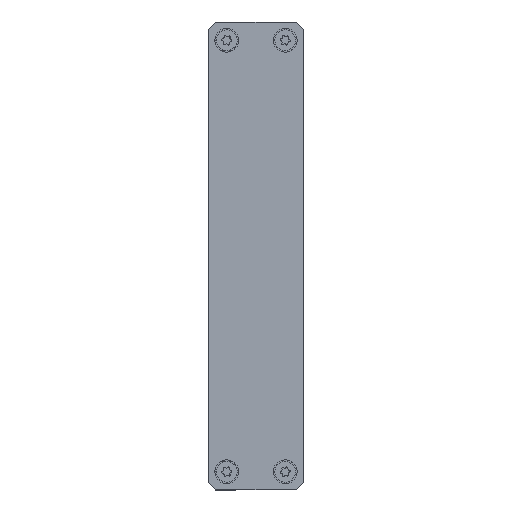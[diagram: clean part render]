
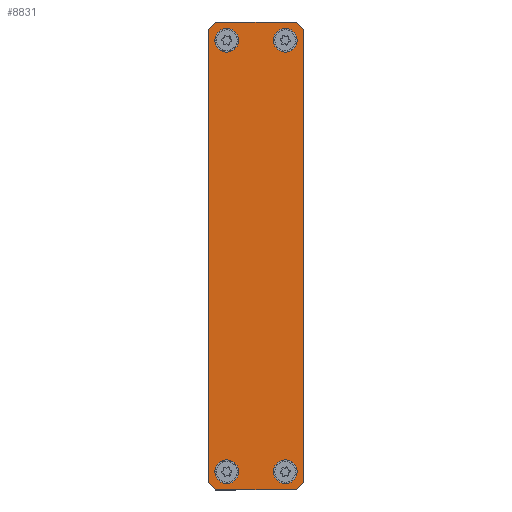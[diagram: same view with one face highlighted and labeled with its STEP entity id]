
A CAD part, left-side view. The second image highlights one B-rep face of the part: STEP entity #8831.
In plain terms, the highlighted face is planar.
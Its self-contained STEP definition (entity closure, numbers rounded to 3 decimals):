
#19 = DIRECTION ( 'NONE',  ( 0., 0., -1. ) ) ;
#60 = EDGE_CURVE ( 'NONE', #7867, #1724, #7630, .T. ) ;
#123 = LINE ( 'NONE', #3508, #4236 ) ;
#126 = VERTEX_POINT ( 'NONE', #2445 ) ;
#134 = EDGE_CURVE ( 'NONE', #126, #8812, #1217, .T. ) ;
#149 = VERTEX_POINT ( 'NONE', #9262 ) ;
#413 = CARTESIAN_POINT ( 'NONE',  ( -37.5, 0., 37.5 ) ) ;
#445 = FACE_BOUND ( 'NONE', #9917, .T. ) ;
#480 = DIRECTION ( 'NONE',  ( 0., 0., -1. ) ) ;
#539 = ORIENTED_EDGE ( 'NONE', *, *, #8732, .F. ) ;
#614 = DIRECTION ( 'NONE',  ( 0., 0., -1. ) ) ;
#652 = EDGE_CURVE ( 'NONE', #8812, #126, #1410, .T. ) ;
#811 = AXIS2_PLACEMENT_3D ( 'NONE', #7111, #9579, #10325 ) ;
#825 = DIRECTION ( 'NONE',  ( 0., 0., -1. ) ) ;
#828 = CARTESIAN_POINT ( 'NONE',  ( -64., 0., -11. ) ) ;
#921 = ORIENTED_EDGE ( 'NONE', *, *, #8999, .T. ) ;
#950 = CARTESIAN_POINT ( 'NONE',  ( -64., 0., 13. ) ) ;
#1194 = EDGE_LOOP ( 'NONE', ( #6587, #7710 ) ) ;
#1217 = CIRCLE ( 'NONE', #6548, 3.25 ) ;
#1229 = ORIENTED_EDGE ( 'NONE', *, *, #9553, .T. ) ;
#1277 = VERTEX_POINT ( 'NONE', #5734 ) ;
#1278 = EDGE_CURVE ( 'NONE', #3165, #149, #8731, .T. ) ;
#1303 = ORIENTED_EDGE ( 'NONE', *, *, #1278, .F. ) ;
#1370 = DIRECTION ( 'NONE',  ( 0., -1., 0. ) ) ;
#1410 = CIRCLE ( 'NONE', #9064, 3.25 ) ;
#1450 = CARTESIAN_POINT ( 'NONE',  ( -37.5, 0., -37.5 ) ) ;
#1495 = CARTESIAN_POINT ( 'NONE',  ( -62., 0., 13. ) ) ;
#1638 = AXIS2_PLACEMENT_3D ( 'NONE', #3434, #7622, #825 ) ;
#1660 = ORIENTED_EDGE ( 'NONE', *, *, #5152, .F. ) ;
#1724 = VERTEX_POINT ( 'NONE', #10723 ) ;
#1755 = CARTESIAN_POINT ( 'NONE',  ( 62., 0., -13. ) ) ;
#1788 = LINE ( 'NONE', #950, #4657 ) ;
#1834 = CARTESIAN_POINT ( 'NONE',  ( 59., 0., -8. ) ) ;
#1976 = CARTESIAN_POINT ( 'NONE',  ( 59., 0., -8. ) ) ;
#2057 = FACE_BOUND ( 'NONE', #1194, .T. ) ;
#2098 = VECTOR ( 'NONE', #2564, 1000. ) ;
#2165 = FACE_BOUND ( 'NONE', #5699, .T. ) ;
#2234 = AXIS2_PLACEMENT_3D ( 'NONE', #8016, #10609, #5396 ) ;
#2343 = VECTOR ( 'NONE', #3231, 1000. ) ;
#2357 = VECTOR ( 'NONE', #19, 1000. ) ;
#2445 = CARTESIAN_POINT ( 'NONE',  ( -59., 0., -4.75 ) ) ;
#2498 = DIRECTION ( 'NONE',  ( 0., 0., -1. ) ) ;
#2564 = DIRECTION ( 'NONE',  ( -0.707, 0., 0.707 ) ) ;
#2569 = VECTOR ( 'NONE', #6315, 1000. ) ;
#2626 = VERTEX_POINT ( 'NONE', #1495 ) ;
#2684 = EDGE_CURVE ( 'NONE', #7808, #5890, #2817, .T. ) ;
#2703 = VERTEX_POINT ( 'NONE', #1755 ) ;
#2732 = ORIENTED_EDGE ( 'NONE', *, *, #6092, .F. ) ;
#2736 = CARTESIAN_POINT ( 'NONE',  ( -62., 0., -13. ) ) ;
#2817 = CIRCLE ( 'NONE', #4218, 3.25 ) ;
#2913 = ORIENTED_EDGE ( 'NONE', *, *, #6256, .F. ) ;
#3119 = CIRCLE ( 'NONE', #7556, 3.25 ) ;
#3129 = EDGE_LOOP ( 'NONE', ( #7195, #1229, #6968, #4077, #5696, #5280, #2913, #921 ) ) ;
#3165 = VERTEX_POINT ( 'NONE', #8932 ) ;
#3231 = DIRECTION ( 'NONE',  ( 1., 0., 0. ) ) ;
#3260 = EDGE_CURVE ( 'NONE', #2703, #1277, #123, .T. ) ;
#3273 = CARTESIAN_POINT ( 'NONE',  ( -59., 0., -8. ) ) ;
#3430 = DIRECTION ( 'NONE',  ( 0., -1., 0. ) ) ;
#3434 = CARTESIAN_POINT ( 'NONE',  ( -59., 0., 8. ) ) ;
#3508 = CARTESIAN_POINT ( 'NONE',  ( 37.5, 0., -37.5 ) ) ;
#3565 = ORIENTED_EDGE ( 'NONE', *, *, #134, .F. ) ;
#3599 = VECTOR ( 'NONE', #9624, 1000. ) ;
#3646 = CIRCLE ( 'NONE', #811, 3.25 ) ;
#3825 = PLANE ( 'NONE',  #2234 ) ;
#3908 = AXIS2_PLACEMENT_3D ( 'NONE', #8308, #9835, #614 ) ;
#3965 = ORIENTED_EDGE ( 'NONE', *, *, #652, .F. ) ;
#4034 = CARTESIAN_POINT ( 'NONE',  ( 59., 0., 11.25 ) ) ;
#4077 = ORIENTED_EDGE ( 'NONE', *, *, #3260, .T. ) ;
#4218 = AXIS2_PLACEMENT_3D ( 'NONE', #5261, #9571, #7049 ) ;
#4236 = VECTOR ( 'NONE', #6921, 1000. ) ;
#4657 = VECTOR ( 'NONE', #6908, 1000. ) ;
#4818 = DIRECTION ( 'NONE',  ( 0.707, 0., -0.707 ) ) ;
#4820 = AXIS2_PLACEMENT_3D ( 'NONE', #1976, #1370, #480 ) ;
#5024 = LINE ( 'NONE', #7475, #2343 ) ;
#5152 = EDGE_CURVE ( 'NONE', #149, #3165, #8770, .T. ) ;
#5170 = CARTESIAN_POINT ( 'NONE',  ( 59., 0., -11.25 ) ) ;
#5199 = CARTESIAN_POINT ( 'NONE',  ( -59., 0., -8. ) ) ;
#5261 = CARTESIAN_POINT ( 'NONE',  ( 59., 0., 8. ) ) ;
#5280 = ORIENTED_EDGE ( 'NONE', *, *, #60, .T. ) ;
#5357 = VERTEX_POINT ( 'NONE', #2736 ) ;
#5396 = DIRECTION ( 'NONE',  ( 0., 0., -1. ) ) ;
#5696 = ORIENTED_EDGE ( 'NONE', *, *, #6974, .F. ) ;
#5699 = EDGE_LOOP ( 'NONE', ( #2732, #539 ) ) ;
#5734 = CARTESIAN_POINT ( 'NONE',  ( 64., 0., -11. ) ) ;
#5872 = CARTESIAN_POINT ( 'NONE',  ( 64., 0., 13. ) ) ;
#5890 = VERTEX_POINT ( 'NONE', #7185 ) ;
#6092 = EDGE_CURVE ( 'NONE', #9377, #10260, #9668, .T. ) ;
#6146 = DIRECTION ( 'NONE',  ( 0., 0., -1. ) ) ;
#6256 = EDGE_CURVE ( 'NONE', #2626, #1724, #5024, .T. ) ;
#6315 = DIRECTION ( 'NONE',  ( -0.707, 0., -0.707 ) ) ;
#6548 = AXIS2_PLACEMENT_3D ( 'NONE', #3273, #6686, #2498 ) ;
#6587 = ORIENTED_EDGE ( 'NONE', *, *, #9856, .F. ) ;
#6686 = DIRECTION ( 'NONE',  ( 0., -1., 0. ) ) ;
#6729 = VERTEX_POINT ( 'NONE', #828 ) ;
#6773 = EDGE_CURVE ( 'NONE', #6729, #7770, #1788, .T. ) ;
#6816 = LINE ( 'NONE', #5872, #2357 ) ;
#6841 = DIRECTION ( 'NONE',  ( 0., 0., -1. ) ) ;
#6908 = DIRECTION ( 'NONE',  ( 0., 0., 1. ) ) ;
#6921 = DIRECTION ( 'NONE',  ( 0.707, 0., 0.707 ) ) ;
#6968 = ORIENTED_EDGE ( 'NONE', *, *, #7243, .F. ) ;
#6974 = EDGE_CURVE ( 'NONE', #7867, #1277, #6816, .T. ) ;
#7049 = DIRECTION ( 'NONE',  ( 0., 0., -1. ) ) ;
#7111 = CARTESIAN_POINT ( 'NONE',  ( 59., 0., 8. ) ) ;
#7125 = CARTESIAN_POINT ( 'NONE',  ( -59., 0., -11.25 ) ) ;
#7185 = CARTESIAN_POINT ( 'NONE',  ( 59., 0., 4.75 ) ) ;
#7195 = ORIENTED_EDGE ( 'NONE', *, *, #6773, .F. ) ;
#7243 = EDGE_CURVE ( 'NONE', #2703, #5357, #9569, .T. ) ;
#7475 = CARTESIAN_POINT ( 'NONE',  ( -64., 0., 13. ) ) ;
#7556 = AXIS2_PLACEMENT_3D ( 'NONE', #1834, #3430, #6841 ) ;
#7622 = DIRECTION ( 'NONE',  ( 0., -1., 0. ) ) ;
#7630 = LINE ( 'NONE', #7751, #2098 ) ;
#7695 = EDGE_LOOP ( 'NONE', ( #1660, #1303 ) ) ;
#7710 = ORIENTED_EDGE ( 'NONE', *, *, #2684, .F. ) ;
#7751 = CARTESIAN_POINT ( 'NONE',  ( 37.5, 0., 37.5 ) ) ;
#7770 = VERTEX_POINT ( 'NONE', #10601 ) ;
#7808 = VERTEX_POINT ( 'NONE', #4034 ) ;
#7867 = VERTEX_POINT ( 'NONE', #8129 ) ;
#7932 = LINE ( 'NONE', #413, #2569 ) ;
#8016 = CARTESIAN_POINT ( 'NONE',  ( 0., 0., 0. ) ) ;
#8123 = VECTOR ( 'NONE', #4818, 1000. ) ;
#8129 = CARTESIAN_POINT ( 'NONE',  ( 64., 0., 11. ) ) ;
#8308 = CARTESIAN_POINT ( 'NONE',  ( -59., 0., 8. ) ) ;
#8730 = CARTESIAN_POINT ( 'NONE',  ( -64., 0., -13. ) ) ;
#8731 = CIRCLE ( 'NONE', #3908, 3.25 ) ;
#8732 = EDGE_CURVE ( 'NONE', #10260, #9377, #3119, .T. ) ;
#8770 = CIRCLE ( 'NONE', #1638, 3.25 ) ;
#8812 = VERTEX_POINT ( 'NONE', #7125 ) ;
#8831 = ADVANCED_FACE ( 'NONE', ( #2057, #2165, #445, #8870, #10553 ), #3825, .T. ) ;
#8870 = FACE_BOUND ( 'NONE', #7695, .T. ) ;
#8932 = CARTESIAN_POINT ( 'NONE',  ( -59., 0., 11.25 ) ) ;
#8999 = EDGE_CURVE ( 'NONE', #2626, #7770, #7932, .T. ) ;
#9064 = AXIS2_PLACEMENT_3D ( 'NONE', #5199, #9567, #6146 ) ;
#9084 = LINE ( 'NONE', #1450, #8123 ) ;
#9153 = CARTESIAN_POINT ( 'NONE',  ( 59., 0., -4.75 ) ) ;
#9262 = CARTESIAN_POINT ( 'NONE',  ( -59., 0., 4.75 ) ) ;
#9377 = VERTEX_POINT ( 'NONE', #5170 ) ;
#9553 = EDGE_CURVE ( 'NONE', #6729, #5357, #9084, .T. ) ;
#9567 = DIRECTION ( 'NONE',  ( 0., -1., 0. ) ) ;
#9569 = LINE ( 'NONE', #8730, #3599 ) ;
#9571 = DIRECTION ( 'NONE',  ( 0., -1., 0. ) ) ;
#9579 = DIRECTION ( 'NONE',  ( 0., -1., 0. ) ) ;
#9624 = DIRECTION ( 'NONE',  ( -1., 0., 0. ) ) ;
#9668 = CIRCLE ( 'NONE', #4820, 3.25 ) ;
#9835 = DIRECTION ( 'NONE',  ( 0., -1., 0. ) ) ;
#9856 = EDGE_CURVE ( 'NONE', #5890, #7808, #3646, .T. ) ;
#9917 = EDGE_LOOP ( 'NONE', ( #3965, #3565 ) ) ;
#10260 = VERTEX_POINT ( 'NONE', #9153 ) ;
#10325 = DIRECTION ( 'NONE',  ( 0., 0., -1. ) ) ;
#10553 = FACE_OUTER_BOUND ( 'NONE', #3129, .T. ) ;
#10601 = CARTESIAN_POINT ( 'NONE',  ( -64., 0., 11. ) ) ;
#10609 = DIRECTION ( 'NONE',  ( 0., -1., 0. ) ) ;
#10723 = CARTESIAN_POINT ( 'NONE',  ( 62., 0., 13. ) ) ;
